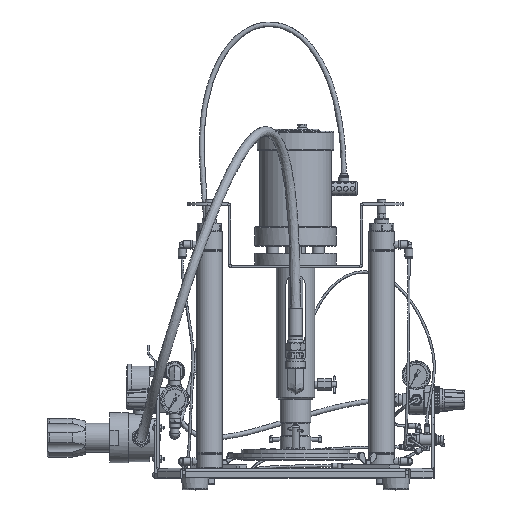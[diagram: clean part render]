
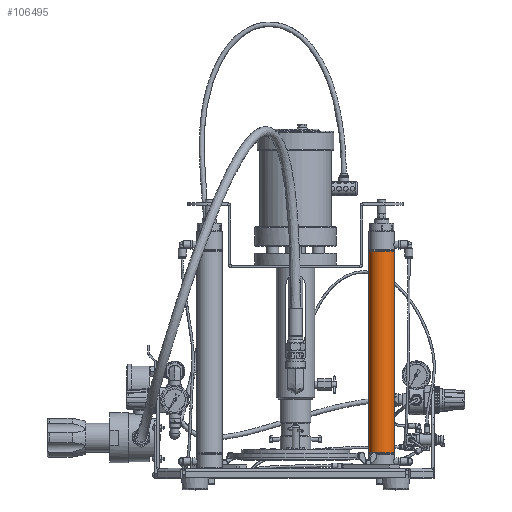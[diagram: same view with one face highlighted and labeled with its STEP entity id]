
A CAD part, top view. The second image highlights one B-rep face of the part: STEP entity #106495.
In plain terms, the highlighted cylindrical face has radius 17.018 mm (diameter 34.036 mm), a full revolution.
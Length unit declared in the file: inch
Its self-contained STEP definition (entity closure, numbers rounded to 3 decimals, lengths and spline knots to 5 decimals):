
#4668 = AXIS2_PLACEMENT_3D ( 'NONE', #65984, #9583, #56525 ) ;
#6023 = DIRECTION ( 'NONE',  ( 0., 1., 0. ) ) ;
#6770 = AXIS2_PLACEMENT_3D ( 'NONE', #95709, #39272, #105240 ) ;
#9583 = DIRECTION ( 'NONE',  ( 0., 1., 0. ) ) ;
#16238 = AXIS2_PLACEMENT_3D ( 'NONE', #62453, #6023, #71930 ) ;
#30849 = ORIENTED_EDGE ( 'NONE', *, *, #81260, .F. ) ;
#39272 = DIRECTION ( 'NONE',  ( 0., 1., 0. ) ) ;
#41309 = ORIENTED_EDGE ( 'NONE', *, *, #63400, .T. ) ;
#46751 = FACE_OUTER_BOUND ( 'NONE', #47985, .T. ) ;
#47486 = VERTEX_POINT ( 'NONE', #76255 ) ;
#47985 = EDGE_LOOP ( 'NONE', ( #30849 ) ) ;
#56525 = DIRECTION ( 'NONE',  ( 1., 0., 0. ) ) ;
#60986 = CIRCLE ( 'NONE', #6770, 0.67 ) ;
#62453 = CARTESIAN_POINT ( 'NONE',  ( 4.5, 11.855, 0. ) ) ;
#63400 = EDGE_CURVE ( 'NONE', #94822, #94822, #60986, .T. ) ;
#64373 = CARTESIAN_POINT ( 'NONE',  ( 5.17, 1.325, 0. ) ) ;
#65984 = CARTESIAN_POINT ( 'NONE',  ( 4.5, 13.81, 0. ) ) ;
#66437 = EDGE_LOOP ( 'NONE', ( #41309 ) ) ;
#71930 = DIRECTION ( 'NONE',  ( 1., 0., 0. ) ) ;
#76255 = CARTESIAN_POINT ( 'NONE',  ( 5.17, 11.855, 0. ) ) ;
#81260 = EDGE_CURVE ( 'NONE', #47486, #47486, #92226, .T. ) ;
#92226 = CIRCLE ( 'NONE', #16238, 0.67 ) ;
#93978 = CYLINDRICAL_SURFACE ( 'NONE', #4668, 0.67 ) ;
#94822 = VERTEX_POINT ( 'NONE', #64373 ) ;
#95709 = CARTESIAN_POINT ( 'NONE',  ( 4.5, 1.325, 0. ) ) ;
#105240 = DIRECTION ( 'NONE',  ( 1., 0., 0. ) ) ;
#106495 = ADVANCED_FACE ( 'NONE', ( #46751, #122018 ), #93978, .T. ) ;
#122018 = FACE_OUTER_BOUND ( 'NONE', #66437, .T. ) ;
